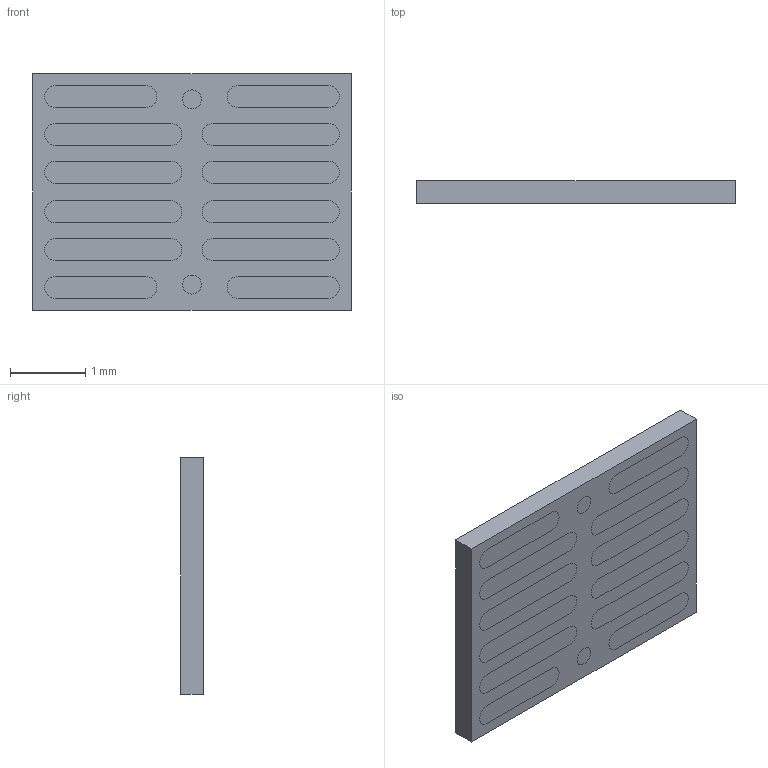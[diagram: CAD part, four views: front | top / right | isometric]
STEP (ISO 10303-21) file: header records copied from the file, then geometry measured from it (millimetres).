
FILE_DESCRIPTION(/* description */ ('Unknown'),/* implementation_level */ '2;1');
FILE_NAME(/* name */ '装配6',/* time_stamp */ '2025-11-27T10:21:01+08:00',/* author */ ('Unknown'),/* organization */ ('Unknown'),/* preprocessor_version */ 'ST-DEVELOPER v20',/* originating_system */ 'Solid Edge',/* authorisation */ 'Unknown');
FILE_SCHEMA (('AUTOMOTIVE_DESIGN {1 0 10303 214 3 1 1}'));
Length unit declared in the file: millimetre
Products named in the file (3): 蚾饜; 錨璃5; 錨璃
Assembly tree (2 placements, depth 2):
  蚾饜
    錨璃5
    錨璃
Bounding box: 4.24 x 0.3 x 3.15 mm (x, y, z)
Volume: 4 mm3; surface area: 47.7 mm2
Topology: 15 solids, 15 shells, 148 faces, 312 edges, 208 vertices
Faces by surface type: plane 96, cylinder 52
Full cylindrical faces by diameter (mm): 0.25 x4
Entity records: 4101 total; most frequent: DIRECTION 714, CARTESIAN_POINT 667, ORIENTED_EDGE 616, EDGE_CURVE 308, AXIS2_PLACEMENT_3D 255, VERTEX_POINT 208, LINE 204, VECTOR 204
